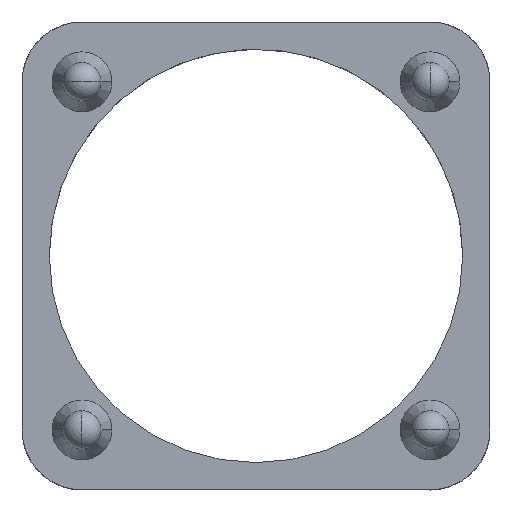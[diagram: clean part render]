
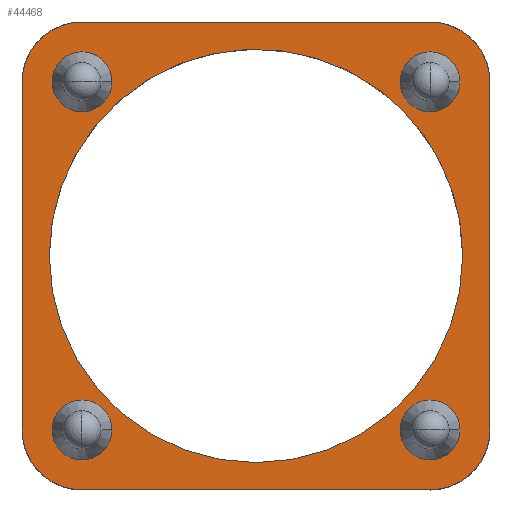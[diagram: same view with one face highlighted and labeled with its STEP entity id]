
A CAD part, top view. The second image highlights one B-rep face of the part: STEP entity #44468.
In plain terms, the highlighted planar face has unit normal (0, 0, 1).
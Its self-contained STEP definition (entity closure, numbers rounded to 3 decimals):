
#143=CARTESIAN_POINT('',(19.0,0.,3.25));
#144=VERTEX_POINT('',#143);
#160=CARTESIAN_POINT('',(-19.0,0.,3.25));
#161=VERTEX_POINT('',#160);
#168=CARTESIAN_POINT('',(0.,0.,3.25));
#169=DIRECTION('',(0.0,0.0,-1.0));
#170=DIRECTION('',(1.0,0.0,0.0));
#171=AXIS2_PLACEMENT_3D('',#168,#169,#170);
#172=CIRCLE('',#171,19.0);
#173=EDGE_CURVE('',#144,#161,#172,.T.);
#183=CARTESIAN_POINT('',(-14.,-16.,3.25));
#184=VERTEX_POINT('',#183);
#193=CARTESIAN_POINT('',(-18.,-16.,3.25));
#194=VERTEX_POINT('',#193);
#195=CARTESIAN_POINT('',(-16.,-16.,3.25));
#196=DIRECTION('',(0.0,0.0,-1.0));
#197=DIRECTION('',(1.0,0.0,0.0));
#198=AXIS2_PLACEMENT_3D('',#195,#196,#197);
#199=CIRCLE('',#198,2.0);
#200=EDGE_CURVE('',#194,#184,#199,.T.);
#225=CARTESIAN_POINT('',(18.,16.,3.25));
#226=VERTEX_POINT('',#225);
#235=CARTESIAN_POINT('',(14.,16.,3.25));
#236=VERTEX_POINT('',#235);
#237=CARTESIAN_POINT('',(16.,16.,3.25));
#238=DIRECTION('',(0.0,0.0,-1.0));
#239=DIRECTION('',(1.0,0.0,0.0));
#240=AXIS2_PLACEMENT_3D('',#237,#238,#239);
#241=CIRCLE('',#240,2.0);
#242=EDGE_CURVE('',#236,#226,#241,.T.);
#267=CARTESIAN_POINT('',(-14.,16.,3.25));
#268=VERTEX_POINT('',#267);
#277=CARTESIAN_POINT('',(-18.0,16.,3.25));
#278=VERTEX_POINT('',#277);
#279=CARTESIAN_POINT('',(-16.,16.,3.25));
#280=DIRECTION('',(0.0,0.0,-1.0));
#281=DIRECTION('',(1.0,0.0,0.0));
#282=AXIS2_PLACEMENT_3D('',#279,#280,#281);
#283=CIRCLE('',#282,2.0);
#284=EDGE_CURVE('',#278,#268,#283,.T.);
#309=CARTESIAN_POINT('',(18.,-16.,3.25));
#310=VERTEX_POINT('',#309);
#319=CARTESIAN_POINT('',(14.,-16.,3.25));
#320=VERTEX_POINT('',#319);
#321=CARTESIAN_POINT('',(16.,-16.,3.25));
#322=DIRECTION('',(0.0,0.0,-1.0));
#323=DIRECTION('',(1.0,0.0,0.0));
#324=AXIS2_PLACEMENT_3D('',#321,#322,#323);
#325=CIRCLE('',#324,2.0);
#326=EDGE_CURVE('',#320,#310,#325,.T.);
#43723=CARTESIAN_POINT('',(16.,-16.,3.25));
#43724=DIRECTION('',(0.0,0.0,-1.0));
#43725=DIRECTION('',(1.0,0.0,0.0));
#43726=AXIS2_PLACEMENT_3D('',#43723,#43724,#43725);
#43727=CIRCLE('',#43726,2.0);
#43728=EDGE_CURVE('',#310,#320,#43727,.T.);
#43741=CARTESIAN_POINT('',(-16.,16.,3.25));
#43742=DIRECTION('',(0.0,0.0,-1.0));
#43743=DIRECTION('',(1.0,0.0,0.0));
#43744=AXIS2_PLACEMENT_3D('',#43741,#43742,#43743);
#43745=CIRCLE('',#43744,2.0);
#43746=EDGE_CURVE('',#268,#278,#43745,.T.);
#43759=CARTESIAN_POINT('',(16.,16.,3.25));
#43760=DIRECTION('',(0.0,0.0,-1.0));
#43761=DIRECTION('',(1.0,0.0,0.0));
#43762=AXIS2_PLACEMENT_3D('',#43759,#43760,#43761);
#43763=CIRCLE('',#43762,2.0);
#43764=EDGE_CURVE('',#226,#236,#43763,.T.);
#43777=CARTESIAN_POINT('',(-16.,-16.,3.25));
#43778=DIRECTION('',(0.0,0.0,-1.0));
#43779=DIRECTION('',(1.0,0.0,0.0));
#43780=AXIS2_PLACEMENT_3D('',#43777,#43778,#43779);
#43781=CIRCLE('',#43780,2.0);
#43782=EDGE_CURVE('',#184,#194,#43781,.T.);
#44051=CARTESIAN_POINT('',(-21.5,-16.,3.25));
#44052=VERTEX_POINT('',#44051);
#44059=CARTESIAN_POINT('',(-21.5,16.,3.25));
#44060=VERTEX_POINT('',#44059);
#44061=CARTESIAN_POINT('',(-21.5,-16.,3.25));
#44062=DIRECTION('',(0.0,1.0,0.0));
#44063=VECTOR('',#44062,32.);
#44064=LINE('',#44061,#44063);
#44065=EDGE_CURVE('',#44052,#44060,#44064,.T.);
#44166=CARTESIAN_POINT('',(-16.0,21.5,3.25));
#44167=VERTEX_POINT('',#44166);
#44174=CARTESIAN_POINT('',(16.,21.5,3.25));
#44175=VERTEX_POINT('',#44174);
#44176=CARTESIAN_POINT('',(-16.0,21.5,3.25));
#44177=DIRECTION('',(1.0,0.0,0.0));
#44178=VECTOR('',#44177,32.0);
#44179=LINE('',#44176,#44178);
#44180=EDGE_CURVE('',#44167,#44175,#44179,.T.);
#44197=CARTESIAN_POINT('',(13.556,13.313,3.25));
#44198=VERTEX_POINT('',#44197);
#44199=CARTESIAN_POINT('',(0.,0.,3.25));
#44200=DIRECTION('',(0.0,0.0,-1.0));
#44201=DIRECTION('',(1.0,0.0,0.0));
#44202=AXIS2_PLACEMENT_3D('',#44199,#44200,#44201);
#44203=CIRCLE('',#44202,19.0);
#44204=EDGE_CURVE('',#44198,#144,#44203,.T.);
#44206=CARTESIAN_POINT('',(0.,0.,3.25));
#44207=DIRECTION('',(0.0,0.0,-1.0));
#44208=DIRECTION('',(1.0,0.0,0.0));
#44209=AXIS2_PLACEMENT_3D('',#44206,#44207,#44208);
#44210=CIRCLE('',#44209,19.0);
#44211=EDGE_CURVE('',#161,#44198,#44210,.T.);
#44299=CARTESIAN_POINT('',(-16.0,-21.5,3.25));
#44300=VERTEX_POINT('',#44299);
#44307=CARTESIAN_POINT('',(-16.0,-16.,3.25));
#44308=DIRECTION('',(0.0,0.0,-1.0));
#44309=DIRECTION('',(1.0,0.0,0.0));
#44310=AXIS2_PLACEMENT_3D('',#44307,#44308,#44309);
#44311=CIRCLE('',#44310,5.5);
#44312=EDGE_CURVE('',#44300,#44052,#44311,.T.);
#44325=CARTESIAN_POINT('',(-16.0,16.,3.25));
#44326=DIRECTION('',(0.0,0.0,-1.0));
#44327=DIRECTION('',(1.0,0.0,0.0));
#44328=AXIS2_PLACEMENT_3D('',#44325,#44326,#44327);
#44329=CIRCLE('',#44328,5.5);
#44330=EDGE_CURVE('',#44060,#44167,#44329,.T.);
#44343=CARTESIAN_POINT('',(21.5,16.,3.25));
#44344=VERTEX_POINT('',#44343);
#44345=CARTESIAN_POINT('',(16.,16.,3.25));
#44346=DIRECTION('',(0.0,0.0,-1.0));
#44347=DIRECTION('',(1.0,0.0,0.0));
#44348=AXIS2_PLACEMENT_3D('',#44345,#44346,#44347);
#44349=CIRCLE('',#44348,5.5);
#44350=EDGE_CURVE('',#44175,#44344,#44349,.T.);
#44368=CARTESIAN_POINT('',(21.5,-16.,3.25));
#44369=VERTEX_POINT('',#44368);
#44370=CARTESIAN_POINT('',(21.5,16.,3.25));
#44371=DIRECTION('',(0.0,-1.0,0.0));
#44372=VECTOR('',#44371,32.);
#44373=LINE('',#44370,#44372);
#44374=EDGE_CURVE('',#44344,#44369,#44373,.T.);
#44394=CARTESIAN_POINT('',(16.0,-21.5,3.25));
#44395=VERTEX_POINT('',#44394);
#44396=CARTESIAN_POINT('',(16.0,-16.,3.25));
#44397=DIRECTION('',(0.0,0.0,-1.0));
#44398=DIRECTION('',(1.0,0.0,0.0));
#44399=AXIS2_PLACEMENT_3D('',#44396,#44397,#44398);
#44400=CIRCLE('',#44399,5.5);
#44401=EDGE_CURVE('',#44369,#44395,#44400,.T.);
#44419=CARTESIAN_POINT('',(16.0,-21.5,3.25));
#44420=DIRECTION('',(-1.0,0.0,0.0));
#44421=VECTOR('',#44420,32.0);
#44422=LINE('',#44419,#44421);
#44423=EDGE_CURVE('',#44395,#44300,#44422,.T.);
#44432=CARTESIAN_POINT('',(0.,0.,3.25));
#44433=DIRECTION('',(0.0,0.0,1.0));
#44434=DIRECTION('',(1.0,0.0,0.0));
#44435=AXIS2_PLACEMENT_3D('',#44432,#44433,#44434);
#44436=PLANE('',#44435);
#44437=ORIENTED_EDGE('',*,*,#44312,.F.);
#44438=ORIENTED_EDGE('',*,*,#44423,.F.);
#44439=ORIENTED_EDGE('',*,*,#44401,.F.);
#44440=ORIENTED_EDGE('',*,*,#44374,.F.);
#44441=ORIENTED_EDGE('',*,*,#44350,.F.);
#44442=ORIENTED_EDGE('',*,*,#44180,.F.);
#44443=ORIENTED_EDGE('',*,*,#44330,.F.);
#44444=ORIENTED_EDGE('',*,*,#44065,.F.);
#44445=EDGE_LOOP('',(#44437,#44438,#44439,#44440,#44441,#44442,#44443,#44444));
#44446=FACE_OUTER_BOUND('',#44445,.T.);
#44447=ORIENTED_EDGE('',*,*,#43728,.T.);
#44448=ORIENTED_EDGE('',*,*,#326,.T.);
#44449=EDGE_LOOP('',(#44447,#44448));
#44450=FACE_BOUND('',#44449,.T.);
#44451=ORIENTED_EDGE('',*,*,#43746,.T.);
#44452=ORIENTED_EDGE('',*,*,#284,.T.);
#44453=EDGE_LOOP('',(#44451,#44452));
#44454=FACE_BOUND('',#44453,.T.);
#44455=ORIENTED_EDGE('',*,*,#43764,.T.);
#44456=ORIENTED_EDGE('',*,*,#242,.T.);
#44457=EDGE_LOOP('',(#44455,#44456));
#44458=FACE_BOUND('',#44457,.T.);
#44459=ORIENTED_EDGE('',*,*,#43782,.T.);
#44460=ORIENTED_EDGE('',*,*,#200,.T.);
#44461=EDGE_LOOP('',(#44459,#44460));
#44462=FACE_BOUND('',#44461,.T.);
#44463=ORIENTED_EDGE('',*,*,#44204,.T.);
#44464=ORIENTED_EDGE('',*,*,#173,.T.);
#44465=ORIENTED_EDGE('',*,*,#44211,.T.);
#44466=EDGE_LOOP('',(#44463,#44464,#44465));
#44467=FACE_BOUND('',#44466,.T.);
#44468=ADVANCED_FACE('',(#44446,#44450,#44454,#44458,#44462,#44467),#44436,.T.);
